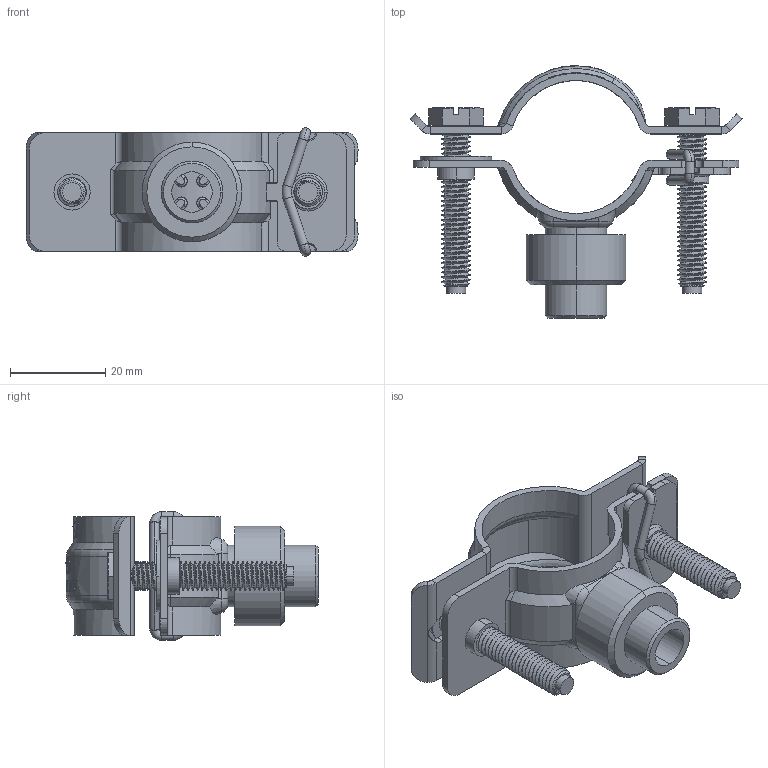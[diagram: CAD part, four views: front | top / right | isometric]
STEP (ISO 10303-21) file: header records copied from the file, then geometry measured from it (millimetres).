
FILE_DESCRIPTION (( 'STEP AP203' ), '1' );
FILE_NAME ('50.102RK.STEP', '2024-03-25T11:02:38', ( '' ), ( '' ), 'SwSTEP 2.0', 'SolidWorks 2023', '' );
FILE_SCHEMA (( 'CONFIG_CONTROL_DESIGN' ));
Length unit declared in the file: millimetre
Products named in the file (1): 50.102RK
Bounding box: 69.82 x 53.08 x 27 mm (x, y, z)
Surface area: 14407.2 mm2 (no closed solid volume)
Topology: 0 solids, 8 shells, 718 faces, 2344 edges, 1574 vertices
Faces by surface type: cylinder 269, plane 191, bspline 176, cone 54, torus 26, sphere 2
Entity records: 41182 total; most frequent: CARTESIAN_POINT 23748, ORIENTED_EDGE 4138, DIRECTION 2669, EDGE_CURVE 2342, VERTEX_POINT 1574, AXIS2_PLACEMENT_3D 994, B_SPLINE_CURVE_WITH_KNOTS 904, EDGE_LOOP 759
